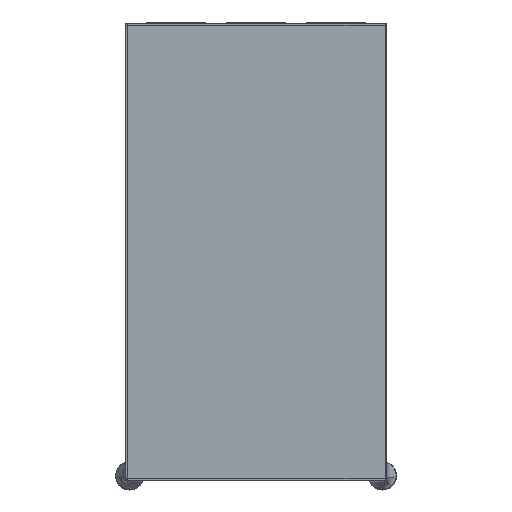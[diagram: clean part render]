
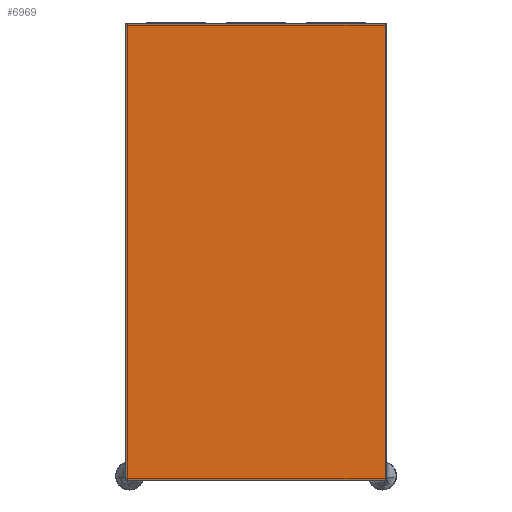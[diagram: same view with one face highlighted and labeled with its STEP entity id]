
A CAD part, front view. The second image highlights one B-rep face of the part: STEP entity #6969.
In plain terms, the highlighted planar face has unit normal (0, -1, 0).
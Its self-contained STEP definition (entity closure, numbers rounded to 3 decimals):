
#680=FACE_OUTER_BOUND('',#1143,.T.);
#1143=EDGE_LOOP('',(#4714,#4715,#4716,#4717));
#1642=LINE('',#10519,#2344);
#1643=LINE('',#10521,#2345);
#1644=LINE('',#10523,#2346);
#1645=LINE('',#10524,#2347);
#2344=VECTOR('',#8345,10.);
#2345=VECTOR('',#8346,10.);
#2346=VECTOR('',#8347,10.);
#2347=VECTOR('',#8348,10.);
#3038=VERTEX_POINT('',#10517);
#3039=VERTEX_POINT('',#10518);
#3040=VERTEX_POINT('',#10520);
#3041=VERTEX_POINT('',#10522);
#3682=EDGE_CURVE('',#3038,#3039,#1642,.T.);
#3683=EDGE_CURVE('',#3039,#3040,#1643,.T.);
#3684=EDGE_CURVE('',#3040,#3041,#1644,.T.);
#3685=EDGE_CURVE('',#3041,#3038,#1645,.T.);
#4714=ORIENTED_EDGE('',*,*,#3682,.T.);
#4715=ORIENTED_EDGE('',*,*,#3683,.T.);
#4716=ORIENTED_EDGE('',*,*,#3684,.T.);
#4717=ORIENTED_EDGE('',*,*,#3685,.T.);
#6689=PLANE('',#7570);
#6969=ADVANCED_FACE('',(#680),#6689,.F.);
#7570=AXIS2_PLACEMENT_3D('',#10516,#8343,#8344);
#8343=DIRECTION('center_axis',(0.,1.,0.));
#8344=DIRECTION('ref_axis',(0.,0.,-1.));
#8345=DIRECTION('',(1.,0.,0.));
#8346=DIRECTION('',(0.,0.,1.));
#8347=DIRECTION('',(-1.,0.,0.));
#8348=DIRECTION('',(0.,0.,-1.));
#10516=CARTESIAN_POINT('Origin',(35.,-2.,-55.75));
#10517=CARTESIAN_POINT('',(-2.5,-2.,-114.));
#10518=CARTESIAN_POINT('',(72.5,-2.,-114.));
#10519=CARTESIAN_POINT('',(35.,-2.,-114.));
#10520=CARTESIAN_POINT('',(72.5,-2.,17.));
#10521=CARTESIAN_POINT('',(72.5,-2.,-55.75));
#10522=CARTESIAN_POINT('',(-2.5,-2.,17.));
#10523=CARTESIAN_POINT('',(35.,-2.,17.));
#10524=CARTESIAN_POINT('',(-2.5,-2.,-55.75));
